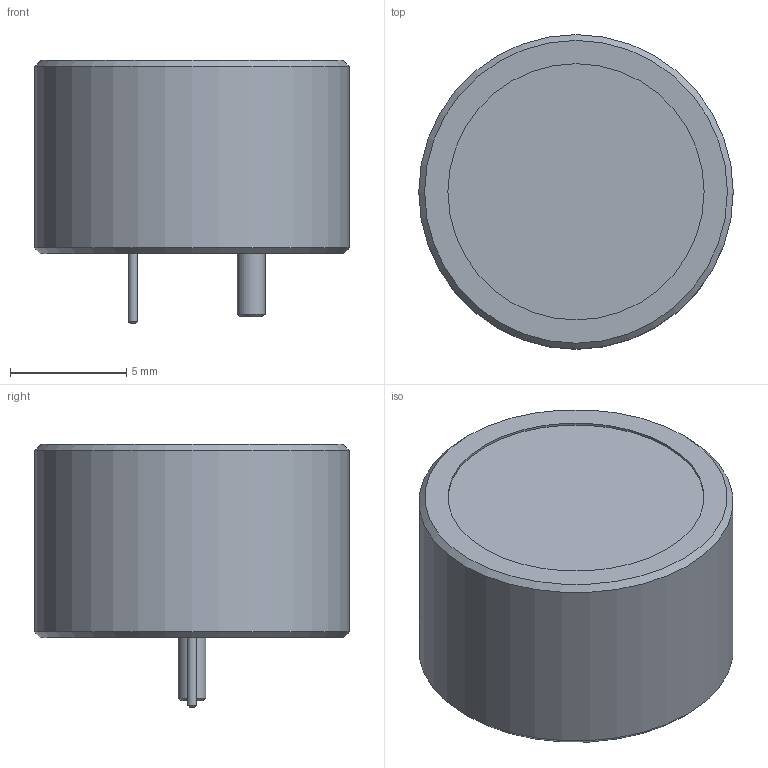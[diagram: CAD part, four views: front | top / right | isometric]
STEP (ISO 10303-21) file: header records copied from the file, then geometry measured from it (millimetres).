
FILE_DESCRIPTION(('FreeCAD Model'),'2;1');
FILE_NAME('SuperCapacitor.step', '2020-10-04T01:31:49',('Author'),(''), 'Open CASCADE STEP processor 7.3','FreeCAD','Unknown');
FILE_SCHEMA(('AUTOMOTIVE_DESIGN { 1 0 10303 214 1 1 1 1 }'));
Length unit declared in the file: millimetre
Products named in the file (5): Chamfer001; Chamfer002; Extrude; Extrude001; Cut001
Bounding box: 13.5 x 13.5 x 11.3 mm (x, y, z)
Volume: 1151.8 mm3; surface area: 664.4 mm2
Topology: 5 solids, 5 shells, 37 faces, 71 edges, 46 vertices
Faces by surface type: plane 28, cylinder 5, cone 4
Full cylindrical faces by diameter (mm): 0.4 x1, 1.2 x1, 11 x2, 13.5 x1
Entity records: 1022 total; most frequent: DIRECTION 161, CARTESIAN_POINT 155, ORIENTED_EDGE 142, EDGE_CURVE 71, LINE 57, VECTOR 57, AXIS2_PLACEMENT_3D 52, VERTEX_POINT 46
